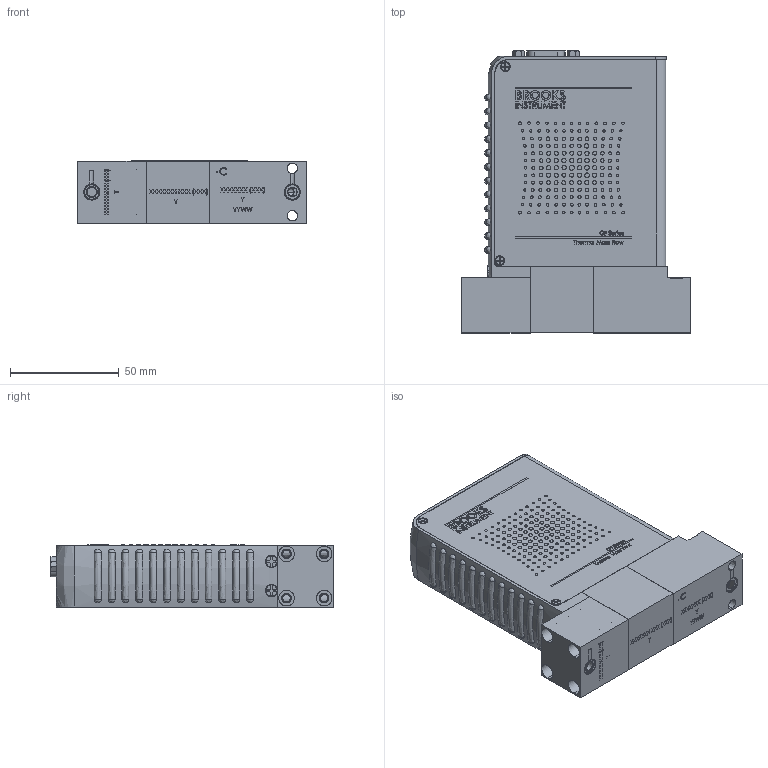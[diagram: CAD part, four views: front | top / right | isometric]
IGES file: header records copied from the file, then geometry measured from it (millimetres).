
Start section: SolidWorks IGES file using analytic representation for surfaces
Global section: file name: GF125-CX-TX.IGS; native system: SolidWorks 2014; preprocessor: SolidWorks 2014; author: CFehr; date: 170413.144035; units: inch
Bounding box: 104.95 x 129.41 x 28.46 mm (x, y, z)
Surface area: 61364.1 mm2 (no closed solid volume)
Topology: 0 solids, 0 shells, 818 faces, 17207 edges, 17203 vertices
Faces by surface type: bspline 583, revolution 235
